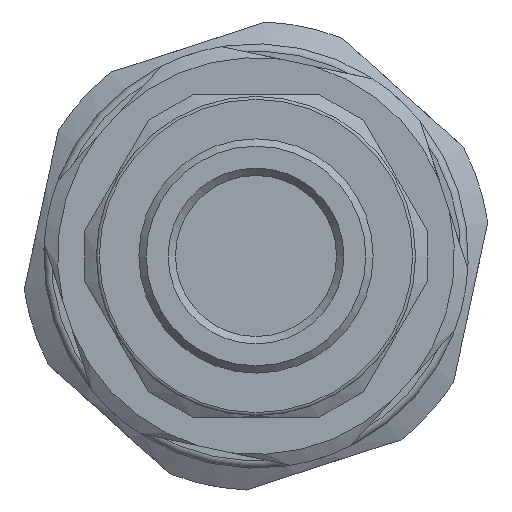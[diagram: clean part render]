
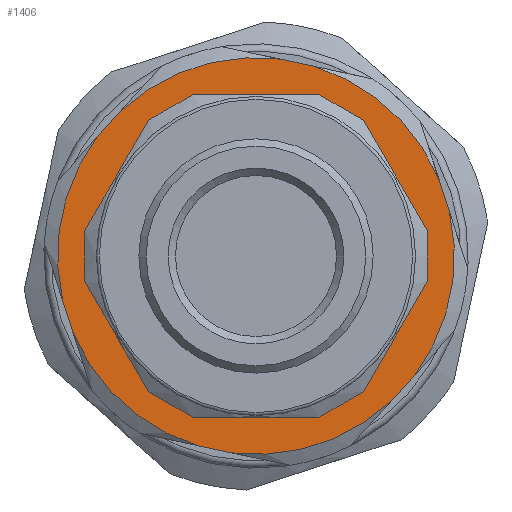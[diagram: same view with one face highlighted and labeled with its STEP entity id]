
A CAD part, front view. The second image highlights one B-rep face of the part: STEP entity #1406.
In plain terms, the highlighted planar face has unit normal (0, -1, 0).
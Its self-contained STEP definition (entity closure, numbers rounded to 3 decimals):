
#140=FACE_BOUND('',#501,.T.);
#163=LINE('',#2174,#224);
#166=LINE('',#2197,#227);
#169=LINE('',#2220,#230);
#172=LINE('',#2243,#233);
#175=LINE('',#2266,#236);
#178=LINE('',#2289,#239);
#224=VECTOR('',#1749,10.);
#227=VECTOR('',#1754,10.);
#230=VECTOR('',#1759,10.);
#233=VECTOR('',#1764,10.);
#236=VECTOR('',#1769,10.);
#239=VECTOR('',#1774,10.);
#417=FACE_OUTER_BOUND('',#500,.T.);
#500=EDGE_LOOP('',(#1163,#1164,#1165,#1166,#1167,#1168,#1169,#1170,#1171,
#1172,#1173,#1174));
#501=EDGE_LOOP('',(#1175));
#582=CIRCLE('',#1544,13.554);
#583=CIRCLE('',#1546,13.554);
#584=CIRCLE('',#1548,13.554);
#585=CIRCLE('',#1550,13.554);
#586=CIRCLE('',#1552,13.554);
#588=CIRCLE('',#1556,8.);
#589=CIRCLE('',#1558,13.554);
#650=VERTEX_POINT('',#2168);
#652=VERTEX_POINT('',#2173);
#657=VERTEX_POINT('',#2191);
#659=VERTEX_POINT('',#2196);
#664=VERTEX_POINT('',#2214);
#666=VERTEX_POINT('',#2219);
#671=VERTEX_POINT('',#2237);
#673=VERTEX_POINT('',#2242);
#678=VERTEX_POINT('',#2260);
#680=VERTEX_POINT('',#2265);
#685=VERTEX_POINT('',#2283);
#687=VERTEX_POINT('',#2288);
#693=VERTEX_POINT('',#2348);
#796=EDGE_CURVE('',#652,#650,#163,.T.);
#803=EDGE_CURVE('',#659,#657,#166,.T.);
#810=EDGE_CURVE('',#666,#664,#169,.T.);
#817=EDGE_CURVE('',#673,#671,#172,.T.);
#824=EDGE_CURVE('',#680,#678,#175,.T.);
#831=EDGE_CURVE('',#687,#685,#178,.T.);
#854=EDGE_CURVE('',#652,#685,#582,.T.);
#855=EDGE_CURVE('',#687,#678,#583,.T.);
#856=EDGE_CURVE('',#680,#671,#584,.T.);
#857=EDGE_CURVE('',#673,#664,#585,.T.);
#858=EDGE_CURVE('',#666,#657,#586,.T.);
#861=EDGE_CURVE('',#693,#693,#588,.T.);
#863=EDGE_CURVE('',#659,#650,#589,.T.);
#1163=ORIENTED_EDGE('',*,*,#796,.T.);
#1164=ORIENTED_EDGE('',*,*,#863,.F.);
#1165=ORIENTED_EDGE('',*,*,#803,.T.);
#1166=ORIENTED_EDGE('',*,*,#858,.F.);
#1167=ORIENTED_EDGE('',*,*,#810,.T.);
#1168=ORIENTED_EDGE('',*,*,#857,.F.);
#1169=ORIENTED_EDGE('',*,*,#817,.T.);
#1170=ORIENTED_EDGE('',*,*,#856,.F.);
#1171=ORIENTED_EDGE('',*,*,#824,.T.);
#1172=ORIENTED_EDGE('',*,*,#855,.F.);
#1173=ORIENTED_EDGE('',*,*,#831,.T.);
#1174=ORIENTED_EDGE('',*,*,#854,.F.);
#1175=ORIENTED_EDGE('',*,*,#861,.T.);
#1340=PLANE('',#1557);
#1406=ADVANCED_FACE('',(#417,#140),#1340,.T.);
#1544=AXIS2_PLACEMENT_3D('',#2334,#1834,#1835);
#1546=AXIS2_PLACEMENT_3D('',#2336,#1838,#1839);
#1548=AXIS2_PLACEMENT_3D('',#2338,#1842,#1843);
#1550=AXIS2_PLACEMENT_3D('',#2340,#1846,#1847);
#1552=AXIS2_PLACEMENT_3D('',#2342,#1850,#1851);
#1556=AXIS2_PLACEMENT_3D('',#2349,#1859,#1860);
#1557=AXIS2_PLACEMENT_3D('',#2351,#1862,#1863);
#1558=AXIS2_PLACEMENT_3D('',#2352,#1864,#1865);
#1749=DIRECTION('',(0.978,0.,-0.209));
#1754=DIRECTION('',(0.67,0.,0.743));
#1759=DIRECTION('',(-0.308,0.,0.951));
#1764=DIRECTION('',(-0.978,0.,0.209));
#1769=DIRECTION('',(-0.67,0.,-0.743));
#1774=DIRECTION('',(0.308,0.,-0.951));
#1834=DIRECTION('center_axis',(0.,1.,0.));
#1835=DIRECTION('ref_axis',(0.743,0.,-0.67));
#1838=DIRECTION('center_axis',(0.,1.,0.));
#1839=DIRECTION('ref_axis',(0.743,0.,-0.67));
#1842=DIRECTION('center_axis',(0.,1.,0.));
#1843=DIRECTION('ref_axis',(0.743,0.,-0.67));
#1846=DIRECTION('center_axis',(0.,1.,0.));
#1847=DIRECTION('ref_axis',(0.743,0.,-0.67));
#1850=DIRECTION('center_axis',(0.,1.,0.));
#1851=DIRECTION('ref_axis',(0.743,0.,-0.67));
#1859=DIRECTION('center_axis',(0.,1.,0.));
#1860=DIRECTION('ref_axis',(0.743,0.,-0.67));
#1862=DIRECTION('center_axis',(0.,-1.,0.));
#1863=DIRECTION('ref_axis',(0.67,0.,0.743));
#1864=DIRECTION('center_axis',(0.,1.,0.));
#1865=DIRECTION('ref_axis',(0.743,0.,-0.67));
#2168=CARTESIAN_POINT('',(5.614,46.951,-13.455));
#2173=CARTESIAN_POINT('',(3.255,46.951,-12.951));
#2174=CARTESIAN_POINT('',(13.021,46.951,-15.034));
#2191=CARTESIAN_POINT('',(18.084,46.951,-8.145));
#2196=CARTESIAN_POINT('',(16.469,46.951,-9.936));
#2197=CARTESIAN_POINT('',(19.886,46.951,-6.146));
#2214=CARTESIAN_POINT('',(19.721,46.951,5.31));
#2219=CARTESIAN_POINT('',(20.464,46.951,3.016));
#2220=CARTESIAN_POINT('',(20.397,46.951,3.225));
#2237=CARTESIAN_POINT('',(8.887,46.951,13.455));
#2242=CARTESIAN_POINT('',(11.246,46.951,12.951));
#2243=CARTESIAN_POINT('',(11.031,46.951,12.997));
#2260=CARTESIAN_POINT('',(-3.583,46.951,8.145));
#2265=CARTESIAN_POINT('',(-1.968,46.951,9.936));
#2266=CARTESIAN_POINT('',(-5.386,46.951,6.146));
#2283=CARTESIAN_POINT('',(-5.22,46.951,-5.31));
#2288=CARTESIAN_POINT('',(-5.964,46.951,-3.016));
#2289=CARTESIAN_POINT('',(-2.884,46.951,-12.515));
#2334=CARTESIAN_POINT('Origin',(7.25,46.951,0.));
#2336=CARTESIAN_POINT('Origin',(7.25,46.951,0.));
#2338=CARTESIAN_POINT('Origin',(7.25,46.951,0.));
#2340=CARTESIAN_POINT('Origin',(7.25,46.951,0.));
#2342=CARTESIAN_POINT('Origin',(7.25,46.951,0.));
#2348=CARTESIAN_POINT('',(1.309,46.951,5.357));
#2349=CARTESIAN_POINT('Origin',(7.25,46.951,0.));
#2351=CARTESIAN_POINT('Origin',(15.625,46.951,-7.552));
#2352=CARTESIAN_POINT('Origin',(7.25,46.951,0.));
